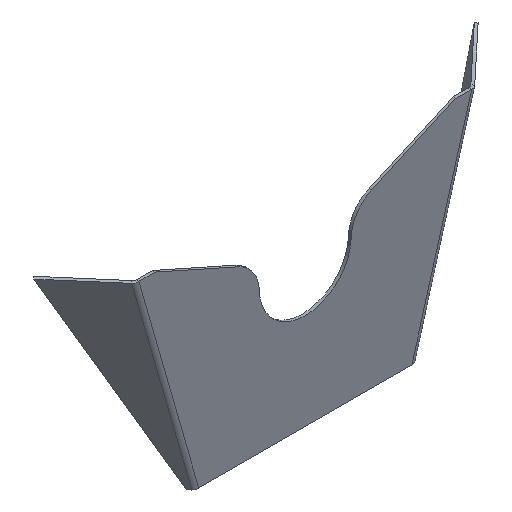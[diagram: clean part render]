
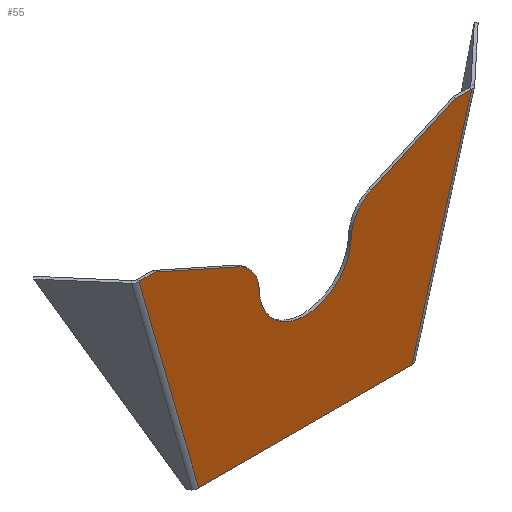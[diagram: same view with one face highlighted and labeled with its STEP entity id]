
A CAD part, isometric view. The second image highlights one B-rep face of the part: STEP entity #55.
In plain terms, the highlighted planar face has unit normal (0, -1, 0).
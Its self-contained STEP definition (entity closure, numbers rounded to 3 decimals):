
#55=ADVANCED_FACE('',(#130),#131,.F.);
#130=FACE_OUTER_BOUND('',#222,.T.);
#131=PLANE('',#223);
#222=EDGE_LOOP('',(#405,#406,#407,#408,#409,#410,#411,#412,#413,#414));
#223=AXIS2_PLACEMENT_3D('',#415,#416,#417);
#405=ORIENTED_EDGE('',*,*,#624,.F.);
#406=ORIENTED_EDGE('',*,*,#627,.T.);
#407=ORIENTED_EDGE('',*,*,#628,.F.);
#408=ORIENTED_EDGE('',*,*,#629,.F.);
#409=ORIENTED_EDGE('',*,*,#630,.T.);
#410=ORIENTED_EDGE('',*,*,#631,.T.);
#411=ORIENTED_EDGE('',*,*,#632,.T.);
#412=ORIENTED_EDGE('',*,*,#633,.T.);
#413=ORIENTED_EDGE('',*,*,#634,.T.);
#414=ORIENTED_EDGE('',*,*,#635,.F.);
#415=CARTESIAN_POINT('',(0.,-250.,168.585));
#416=DIRECTION('',(0.,1.0,0.));
#417=DIRECTION('',(-1.0,0.,0.0));
#624=EDGE_CURVE('',#716,#718,#719,.T.);
#627=EDGE_CURVE('',#716,#722,#723,.T.);
#628=EDGE_CURVE('',#724,#722,#725,.T.);
#629=EDGE_CURVE('',#726,#724,#727,.T.);
#630=EDGE_CURVE('',#726,#728,#729,.T.);
#631=EDGE_CURVE('',#728,#730,#731,.T.);
#632=EDGE_CURVE('',#730,#732,#733,.T.);
#633=EDGE_CURVE('',#732,#734,#735,.T.);
#634=EDGE_CURVE('',#734,#736,#737,.T.);
#635=EDGE_CURVE('',#718,#736,#738,.T.);
#716=VERTEX_POINT('',#843);
#718=VERTEX_POINT('',#846);
#719=CIRCLE('',#847,50.0);
#722=VERTEX_POINT('',#851);
#723=CIRCLE('',#852,66.0);
#724=VERTEX_POINT('',#853);
#725=CIRCLE('',#854,50.0);
#726=VERTEX_POINT('',#855);
#727=LINE('',#856,#857);
#728=VERTEX_POINT('',#858);
#729=LINE('',#859,#860);
#730=VERTEX_POINT('',#861);
#731=LINE('',#862,#863);
#732=VERTEX_POINT('',#864);
#733=LINE('',#865,#866);
#734=VERTEX_POINT('',#867);
#735=LINE('',#868,#869);
#736=VERTEX_POINT('',#870);
#737=LINE('',#871,#872);
#738=LINE('',#873,#874);
#843=CARTESIAN_POINT('',(65.976,-250.,202.234));
#846=CARTESIAN_POINT('',(95.622,-250.,246.573));
#847=AXIS2_PLACEMENT_3D('',#1054,#1055,#1056);
#851=CARTESIAN_POINT('',(-65.976,-250.,202.234));
#852=AXIS2_PLACEMENT_3D('',#1058,#1059,#1060);
#853=CARTESIAN_POINT('',(-95.622,-250.,246.573));
#854=AXIS2_PLACEMENT_3D('',#1061,#1062,#1063);
#855=CARTESIAN_POINT('',(-215.62,-250.,300.));
#856=CARTESIAN_POINT('',(-215.62,-250.,300.));
#857=VECTOR('',#1064,1.);
#858=CARTESIAN_POINT('',(-239.0,-250.,300.));
#859=CARTESIAN_POINT('',(-215.62,-250.,300.));
#860=VECTOR('',#1065,1.0);
#861=CARTESIAN_POINT('',(-152.976,-250.,0.));
#862=CARTESIAN_POINT('',(-169.499,-250.,57.622));
#863=VECTOR('',#1066,1.);
#864=CARTESIAN_POINT('',(152.976,-250.,0.));
#865=CARTESIAN_POINT('',(-165.0,-250.,0.));
#866=VECTOR('',#1067,1.0);
#867=CARTESIAN_POINT('',(239.0,-250.,300.));
#868=CARTESIAN_POINT('',(212.511,-250.,207.622));
#869=VECTOR('',#1068,1.);
#870=CARTESIAN_POINT('',(215.62,-250.,300.));
#871=CARTESIAN_POINT('',(345.258,-250.,300.));
#872=VECTOR('',#1069,1.0);
#873=CARTESIAN_POINT('',(66.,-250.,233.385));
#874=VECTOR('',#1070,1.0);
#1054=CARTESIAN_POINT('',(115.958,-250.,200.896));
#1055=DIRECTION('',(0.,1.0,0.));
#1056=DIRECTION('',(0.407,0.,-0.914));
#1058=CARTESIAN_POINT('',(0.,-250.,204.));
#1059=DIRECTION('',(0.,1.0,0.));
#1060=DIRECTION('',(-1.0,0.,0.0));
#1061=CARTESIAN_POINT('',(-115.958,-250.,200.896));
#1062=DIRECTION('',(0.,1.0,0.));
#1063=DIRECTION('',(-0.407,0.,-0.914));
#1064=DIRECTION('',(0.914,0.,-0.407));
#1065=DIRECTION('',(-1.0,0.,0.0));
#1066=DIRECTION('',(0.276,0.,-0.961));
#1067=DIRECTION('',(1.0,0.,0.0));
#1068=DIRECTION('',(0.276,0.,0.961));
#1069=DIRECTION('',(-1.0,0.,0.0));
#1070=DIRECTION('',(0.914,0.,0.407));
